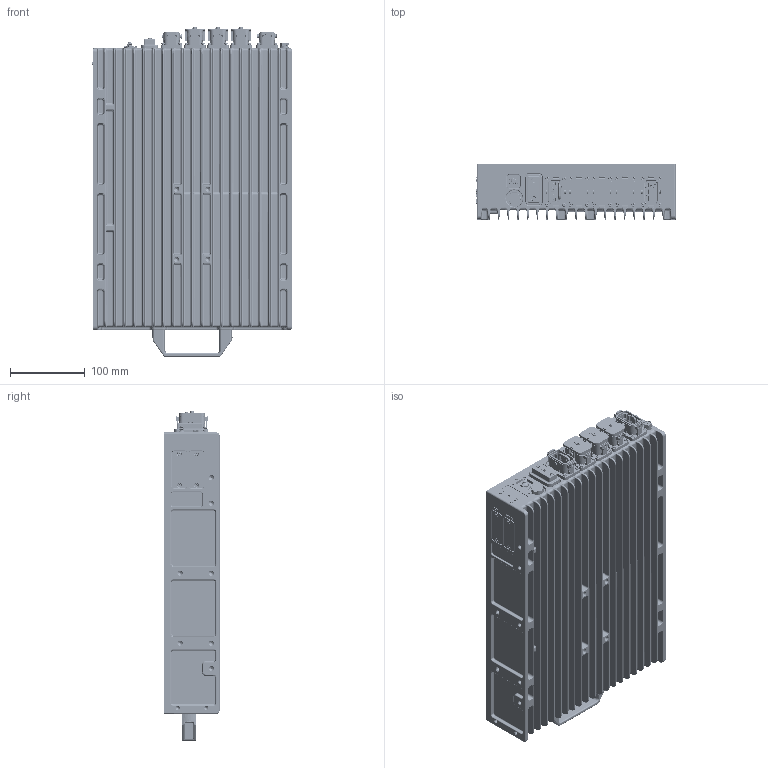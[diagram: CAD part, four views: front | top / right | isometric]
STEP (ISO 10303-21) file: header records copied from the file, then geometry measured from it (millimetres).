
FILE_DESCRIPTION((''),'2;1');
FILE_NAME('001','2024-06-04T20:07:41',('Administrator'),(''),'CREO PARAMETRIC BY PTC INC, 2022164','CREO PARAMETRIC BY PTC INC, 2022164','');
FILE_SCHEMA(('AUTOMOTIVE_DESIGN { 1 0 10303 214 1 1 1 1 }'));
Products named in the file (1): 001
Bounding box: 267.5 x 74 x 442.4 mm (x, y, z)
Surface area: 902729.6 mm2 (no closed solid volume)
Topology: 0 solids, 381 shells, 15779 faces, 45727 edges, 30414 vertices
Faces by surface type: plane 6776, cylinder 4649, cone 1327, extrusion 1298, torus 973, bspline 720, sphere 36
Entity records: 748469 total; most frequent: CARTESIAN_POINT 232730, ORIENTED_EDGE 82789, DIRECTION 76200, EDGE_CURVE 45459, PRESENTATION_STYLE_ASSIGNMENT 30561, STYLED_ITEM 30557, VERTEX_POINT 30414, VECTOR 27449
